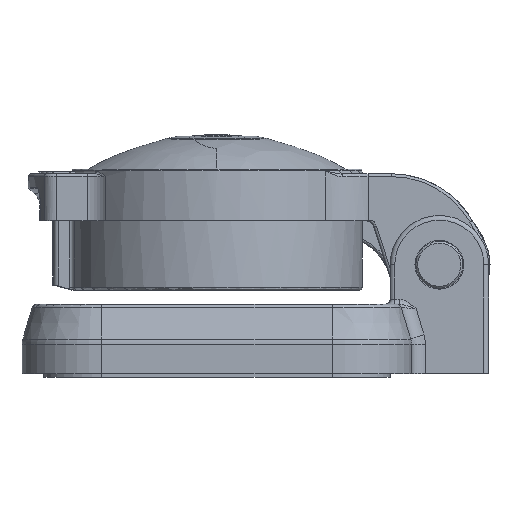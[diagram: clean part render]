
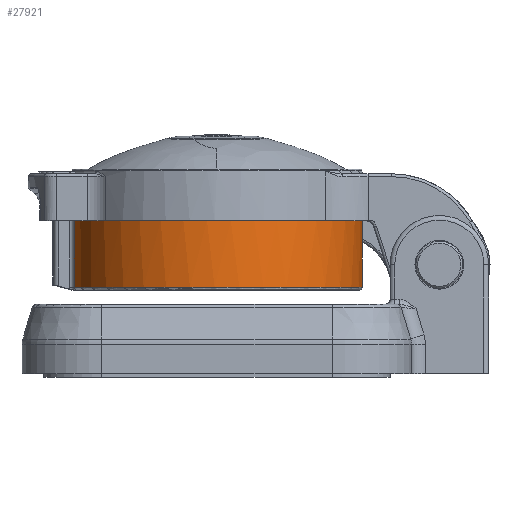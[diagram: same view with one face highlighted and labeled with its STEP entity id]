
A CAD part, left-side view. The second image highlights one B-rep face of the part: STEP entity #27921.
In plain terms, the highlighted cylindrical face has radius 15.5 mm (diameter 31 mm), a partial arc.
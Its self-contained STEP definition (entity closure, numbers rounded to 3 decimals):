
#25834=DIRECTION('',(0.,0.,1.));
#25835=VECTOR('',#25834,7.1);
#25836=CARTESIAN_POINT('',(-15.,3.905,-7.1));
#25837=LINE('',#25836,#25835);
#25838=DIRECTION('',(0.,0.,-1.));
#25839=VECTOR('',#25838,7.1);
#25840=CARTESIAN_POINT('',(2.906,-15.225,0.));
#25841=LINE('',#25840,#25839);
#25849=CARTESIAN_POINT('',(0.,0.,-7.1));
#25850=DIRECTION('',(0.,0.,1.));
#25851=DIRECTION('',(0.188,-0.982,0.));
#25852=AXIS2_PLACEMENT_3D('',#25849,#25850,#25851);
#25963=CARTESIAN_POINT('',(0.,0.,0.));
#25964=DIRECTION('',(0.,0.,1.));
#25965=DIRECTION('',(0.73,0.683,0.));
#25966=AXIS2_PLACEMENT_3D('',#25963,#25964,#25965);
#25968=CARTESIAN_POINT('',(0.,0.,0.));
#25969=DIRECTION('',(0.,0.,1.));
#25970=DIRECTION('',(0.188,-0.982,0.));
#25971=AXIS2_PLACEMENT_3D('',#25968,#25969,#25970);
#27567=CARTESIAN_POINT('',(-15.,3.905,-7.1));
#27568=CARTESIAN_POINT('',(-15.,3.905,0.));
#27569=VERTEX_POINT('',#27567);
#27570=VERTEX_POINT('',#27568);
#27583=CARTESIAN_POINT('',(2.906,-15.225,-7.1));
#27584=VERTEX_POINT('',#27583);
#27586=CARTESIAN_POINT('',(11.316,10.592,0.));
#27587=VERTEX_POINT('',#27586);
#27588=CARTESIAN_POINT('',(2.906,-15.225,0.));
#27589=VERTEX_POINT('',#27588);
#27905=CARTESIAN_POINT('',(0.,0.,-7.4));
#27906=DIRECTION('',(0.,0.,1.));
#27907=DIRECTION('',(0.73,0.683,0.));
#27908=AXIS2_PLACEMENT_3D('',#27905,#27906,#27907);
#27909=CYLINDRICAL_SURFACE('',#27908,15.5);
#27910=ORIENTED_EDGE('',*,*,#27890,.F.);
#27912=ORIENTED_EDGE('',*,*,#27911,.F.);
#27914=ORIENTED_EDGE('',*,*,#27913,.F.);
#27916=ORIENTED_EDGE('',*,*,#27915,.T.);
#27918=ORIENTED_EDGE('',*,*,#27917,.T.);
#27919=EDGE_LOOP('',(#27910,#27912,#27914,#27916,#27918));
#27920=FACE_OUTER_BOUND('',#27919,.F.);
#25853=CIRCLE('',#25852,15.5);
#25967=CIRCLE('',#25966,15.5);
#25972=CIRCLE('',#25971,15.5);
#27890=EDGE_CURVE('',#27569,#27570,#25837,.T.);
#27911=EDGE_CURVE('',#27584,#27569,#25853,.T.);
#27913=EDGE_CURVE('',#27589,#27584,#25841,.T.);
#27915=EDGE_CURVE('',#27589,#27587,#25972,.T.);
#27917=EDGE_CURVE('',#27587,#27570,#25967,.T.);
#27921=ADVANCED_FACE('',(#27920),#27909,.T.);
